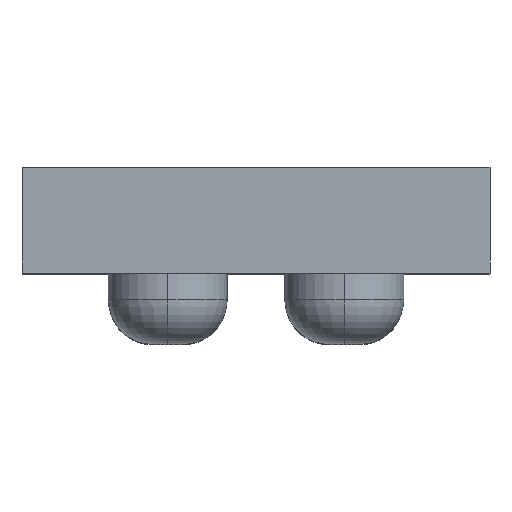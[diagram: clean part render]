
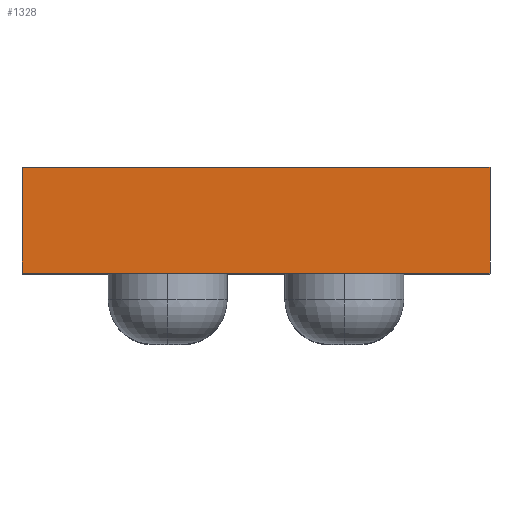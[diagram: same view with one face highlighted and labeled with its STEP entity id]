
A CAD part, top view. The second image highlights one B-rep face of the part: STEP entity #1328.
In plain terms, the highlighted planar face has unit normal (0, 0, 1).
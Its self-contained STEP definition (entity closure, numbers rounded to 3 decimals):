
#71 = CARTESIAN_POINT ( 'NONE',  ( 0.53, 0.24, 0.805 ) ) ;
#87 = CARTESIAN_POINT ( 'NONE',  ( -0.53, 0.24, 0.805 ) ) ;
#101 = VERTEX_POINT ( 'NONE', #71 ) ;
#195 = DIRECTION ( 'NONE',  ( -1., 0., 0. ) ) ;
#200 = VECTOR ( 'NONE', #983, 1000. ) ;
#309 = EDGE_LOOP ( 'NONE', ( #1914, #469, #1225, #829 ) ) ;
#310 = DIRECTION ( 'NONE',  ( 1., 0., 0. ) ) ;
#327 = AXIS2_PLACEMENT_3D ( 'NONE', #1818, #1070, #195 ) ;
#335 = FACE_OUTER_BOUND ( 'NONE', #309, .T. ) ;
#357 = CARTESIAN_POINT ( 'NONE',  ( -0.53, 0.24, 0.805 ) ) ;
#467 = LINE ( 'NONE', #803, #544 ) ;
#469 = ORIENTED_EDGE ( 'NONE', *, *, #1888, .F. ) ;
#521 = CARTESIAN_POINT ( 'NONE',  ( 0.53, 0., 0.805 ) ) ;
#542 = LINE ( 'NONE', #87, #1715 ) ;
#544 = VECTOR ( 'NONE', #310, 1000. ) ;
#699 = DIRECTION ( 'NONE',  ( 0., -1., 0. ) ) ;
#788 = DIRECTION ( 'NONE',  ( 0., -1., 0. ) ) ;
#803 = CARTESIAN_POINT ( 'NONE',  ( -0.53, 0., 0.805 ) ) ;
#829 = ORIENTED_EDGE ( 'NONE', *, *, #1446, .T. ) ;
#836 = VECTOR ( 'NONE', #788, 1000. ) ;
#948 = CARTESIAN_POINT ( 'NONE',  ( -0.53, 0.24, 0.805 ) ) ;
#983 = DIRECTION ( 'NONE',  ( 1., 0., 0. ) ) ;
#1070 = DIRECTION ( 'NONE',  ( 0., 0., -1. ) ) ;
#1083 = PLANE ( 'NONE',  #327 ) ;
#1225 = ORIENTED_EDGE ( 'NONE', *, *, #1364, .F. ) ;
#1293 = EDGE_CURVE ( 'NONE', #1594, #1451, #467, .T. ) ;
#1306 = VERTEX_POINT ( 'NONE', #357 ) ;
#1328 = ADVANCED_FACE ( 'NONE', ( #335 ), #1083, .F. ) ;
#1348 = CARTESIAN_POINT ( 'NONE',  ( 0.53, 0.24, 0.805 ) ) ;
#1364 = EDGE_CURVE ( 'NONE', #1306, #101, #1701, .T. ) ;
#1446 = EDGE_CURVE ( 'NONE', #1306, #1594, #542, .T. ) ;
#1451 = VERTEX_POINT ( 'NONE', #521 ) ;
#1478 = CARTESIAN_POINT ( 'NONE',  ( -0.53, 0., 0.805 ) ) ;
#1594 = VERTEX_POINT ( 'NONE', #1478 ) ;
#1701 = LINE ( 'NONE', #948, #200 ) ;
#1715 = VECTOR ( 'NONE', #699, 1000. ) ;
#1810 = LINE ( 'NONE', #1348, #836 ) ;
#1818 = CARTESIAN_POINT ( 'NONE',  ( -0.53, 0.24, 0.805 ) ) ;
#1888 = EDGE_CURVE ( 'NONE', #101, #1451, #1810, .T. ) ;
#1914 = ORIENTED_EDGE ( 'NONE', *, *, #1293, .T. ) ;
